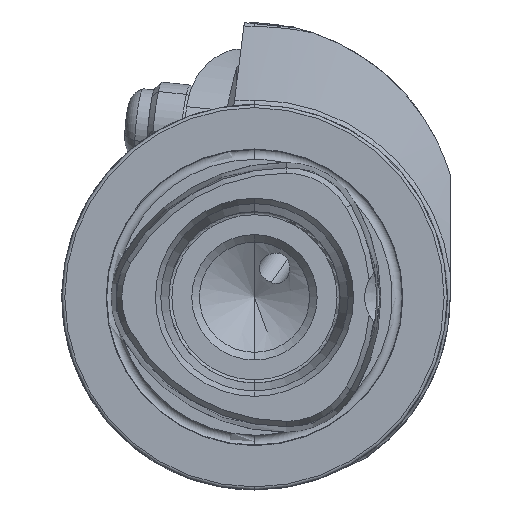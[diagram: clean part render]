
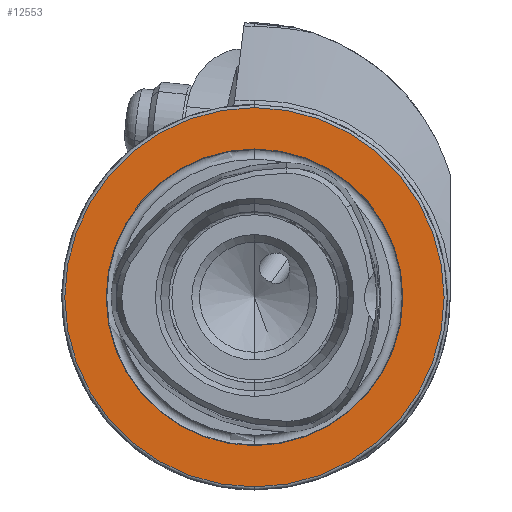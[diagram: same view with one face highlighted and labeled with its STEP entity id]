
A CAD part, left-side view. The second image highlights one B-rep face of the part: STEP entity #12553.
In plain terms, the highlighted planar face has unit normal (-1, 0, 0).
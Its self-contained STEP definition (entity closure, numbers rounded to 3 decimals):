
#154 = CARTESIAN_POINT ( 'NONE',  ( 0., 0., -31. ) ) ;
#1156 = EDGE_LOOP ( 'NONE', ( #9644, #13011 ) ) ;
#1318 = CARTESIAN_POINT ( 'NONE',  ( 0., 0., 0. ) ) ;
#1662 = DIRECTION ( 'NONE',  ( 0., 0., 1. ) ) ;
#1956 = AXIS2_PLACEMENT_3D ( 'NONE', #4552, #3635, #2515 ) ;
#2138 = DIRECTION ( 'NONE',  ( 0., 0., 1. ) ) ;
#2515 = DIRECTION ( 'NONE',  ( 0., 0., -1. ) ) ;
#2712 = EDGE_CURVE ( 'NONE', #9909, #14200, #10257, .T. ) ;
#3189 = AXIS2_PLACEMENT_3D ( 'NONE', #9991, #8550, #7546 ) ;
#3296 = CARTESIAN_POINT ( 'NONE',  ( 0., 0., -24.25 ) ) ;
#3340 = DIRECTION ( 'NONE',  ( -1., 0., 0. ) ) ;
#3571 = FACE_BOUND ( 'NONE', #8864, .T. ) ;
#3635 = DIRECTION ( 'NONE',  ( 1., 0., 0. ) ) ;
#4387 = AXIS2_PLACEMENT_3D ( 'NONE', #13706, #10145, #14687 ) ;
#4552 = CARTESIAN_POINT ( 'NONE',  ( 0., 24.25, 0. ) ) ;
#4723 = VERTEX_POINT ( 'NONE', #3296 ) ;
#4913 = AXIS2_PLACEMENT_3D ( 'NONE', #1318, #3340, #2138 ) ;
#5165 = VERTEX_POINT ( 'NONE', #13679 ) ;
#5881 = CIRCLE ( 'NONE', #4913, 24.25 ) ;
#7407 = CARTESIAN_POINT ( 'NONE',  ( 0., 0., 0. ) ) ;
#7470 = EDGE_CURVE ( 'NONE', #14200, #9909, #13358, .T. ) ;
#7546 = DIRECTION ( 'NONE',  ( 0., 0., 1. ) ) ;
#7944 = EDGE_CURVE ( 'NONE', #5165, #4723, #5881, .T. ) ;
#8511 = CIRCLE ( 'NONE', #4387, 24.25 ) ;
#8550 = DIRECTION ( 'NONE',  ( -1., 0., 0. ) ) ;
#8599 = EDGE_CURVE ( 'NONE', #4723, #5165, #8511, .T. ) ;
#8652 = ORIENTED_EDGE ( 'NONE', *, *, #7944, .F. ) ;
#8864 = EDGE_LOOP ( 'NONE', ( #8652, #11989 ) ) ;
#9524 = AXIS2_PLACEMENT_3D ( 'NONE', #7407, #12034, #1662 ) ;
#9644 = ORIENTED_EDGE ( 'NONE', *, *, #7470, .T. ) ;
#9909 = VERTEX_POINT ( 'NONE', #154 ) ;
#9991 = CARTESIAN_POINT ( 'NONE',  ( 0., 0., 0. ) ) ;
#10145 = DIRECTION ( 'NONE',  ( -1., 0., 0. ) ) ;
#10257 = CIRCLE ( 'NONE', #9524, 31. ) ;
#10697 = PLANE ( 'NONE',  #1956 ) ;
#11760 = FACE_OUTER_BOUND ( 'NONE', #1156, .T. ) ;
#11989 = ORIENTED_EDGE ( 'NONE', *, *, #8599, .F. ) ;
#12034 = DIRECTION ( 'NONE',  ( -1., 0., 0. ) ) ;
#12553 = ADVANCED_FACE ( 'NONE', ( #3571, #11760 ), #10697, .F. ) ;
#13011 = ORIENTED_EDGE ( 'NONE', *, *, #2712, .T. ) ;
#13358 = CIRCLE ( 'NONE', #3189, 31. ) ;
#13679 = CARTESIAN_POINT ( 'NONE',  ( 0., 0., 24.25 ) ) ;
#13706 = CARTESIAN_POINT ( 'NONE',  ( 0., 0., 0. ) ) ;
#13953 = CARTESIAN_POINT ( 'NONE',  ( 0., 0., 31. ) ) ;
#14200 = VERTEX_POINT ( 'NONE', #13953 ) ;
#14687 = DIRECTION ( 'NONE',  ( 0., 0., 1. ) ) ;
